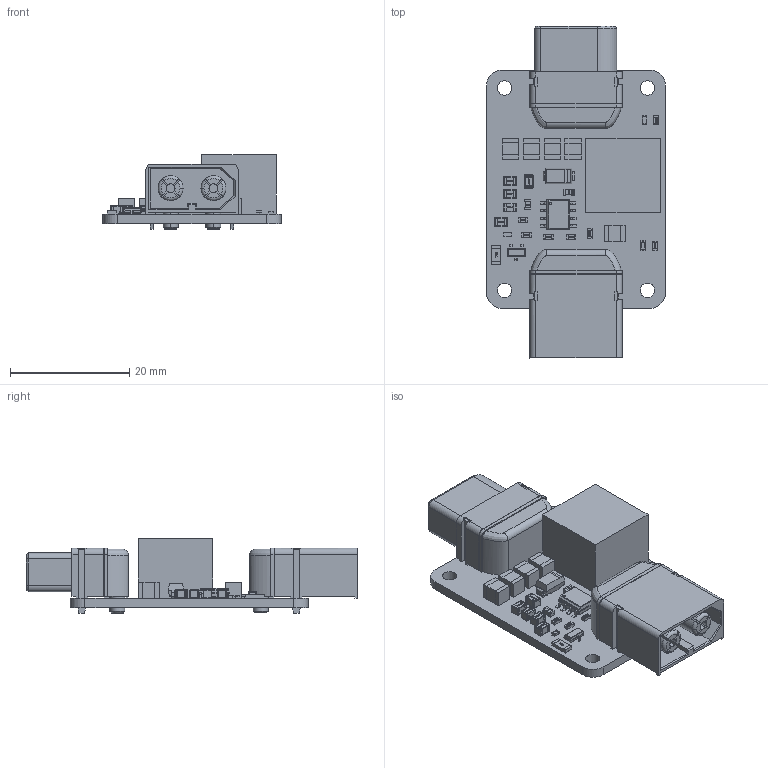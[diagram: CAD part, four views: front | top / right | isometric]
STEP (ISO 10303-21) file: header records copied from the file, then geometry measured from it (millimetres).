
FILE_DESCRIPTION(('Open CASCADE Model'),'2;1');
FILE_NAME('Open CASCADE Shape Model','2024-01-15T15:19:11',('Author'),( 'Open CASCADE'),'Open CASCADE STEP processor 7.5','Open CASCADE 7.5' ,'Unknown');
FILE_SCHEMA(('AUTOMOTIVE_DESIGN { 1 0 10303 214 1 1 1 1 }'));
Length unit declared in the file: millimetre
Products named in the file (75): PCB; Board; Open CASCADE STEP translator 7.5 1.1.1; C12; CAP0805; Open CASCADE STEP translator 7.5 1.2.1.1; Open CASCADE STEP translator 7.5 1.2.1.2; Open CASCADE STEP translator 7.5 1.2.1.3; Open CASCADE STEP translator 7.5 1.2.1.4; Open CASCADE STEP translator 7.5 1.2.1.5; Open CASCADE STEP translator 7.5 1.2.1.6; C11; C10; C3; C9; 2394986708544; Extruded; 2394986708384; R8; 0603; D4; ALSRobot-LED0603(G); R7; D3; U1; LMR16030PDDAR; R2; R1; 1206 resistor; R6; R5; R4; R3; Q1; 2394899558144; Body; Open CASCADE STEP translator 6.8 1.1.1; Leader; L1; 2394986709904 ...
Assembly tree (101 placements, depth 5):
  PCB
    Board
      Open CASCADE STEP translator 7.5 1.1.1
    C12
      CAP0805
        Open CASCADE STEP translator 7.5 1.2.1.1
        Open CASCADE STEP translator 7.5 1.2.1.2
        Open CASCADE STEP translator 7.5 1.2.1.3
        Open CASCADE STEP translator 7.5 1.2.1.4
        Open CASCADE STEP translator 7.5 1.2.1.5
        Open CASCADE STEP translator 7.5 1.2.1.6
    C11
      CAP0805
        Open CASCADE STEP translator 7.5 1.2.1.1
        Open CASCADE STEP translator 7.5 1.2.1.2
        Open CASCADE STEP translator 7.5 1.2.1.3
        Open CASCADE STEP translator 7.5 1.2.1.4
        Open CASCADE STEP translator 7.5 1.2.1.5
        Open CASCADE STEP translator 7.5 1.2.1.6
    C10
      CAP0805
        Open CASCADE STEP translator 7.5 1.2.1.1
        Open CASCADE STEP translator 7.5 1.2.1.2
        Open CASCADE STEP translator 7.5 1.2.1.3
        Open CASCADE STEP translator 7.5 1.2.1.4
        Open CASCADE STEP translator 7.5 1.2.1.5
        Open CASCADE STEP translator 7.5 1.2.1.6
    C3
      CAP0805
        Open CASCADE STEP translator 7.5 1.2.1.1
        Open CASCADE STEP translator 7.5 1.2.1.2
        Open CASCADE STEP translator 7.5 1.2.1.3
        Open CASCADE STEP translator 7.5 1.2.1.4
        Open CASCADE STEP translator 7.5 1.2.1.5
        Open CASCADE STEP translator 7.5 1.2.1.6
    C9
      2394986708544
        Extruded
      2394986708384  x2
        Extruded
    R8
      0603
    D4
      ALSRobot-LED0603(G)
    R7
      0603
    D3
      ALSRobot-LED0603(G)
    U1
      LMR16030PDDAR
    R2
      0603
    R1
      1206 resistor
    R6
      0603
    R5
      0603
    R4
      0603
Bounding box: 30 x 55.75 x 12.55 mm (x, y, z)
Volume: 6770 mm3; surface area: 8572 mm2
Topology: 131 solids, 131 shells, 2917 faces, 7188 edges, 4424 vertices
Faces by surface type: plane 1723, cylinder 551, bspline 407, sphere 170, torus 50, cone 16
Full cylindrical faces by diameter (mm): 2.4 x4, 2.7 x4
Entity records: 49767 total; most frequent: CARTESIAN_POINT 14470, ORIENTED_EDGE 6412, DIRECTION 6093, EDGE_CURVE 3206, LINE 2311, VECTOR 2311, VERTEX_POINT 2040, AXIS2_PLACEMENT_3D 1891
